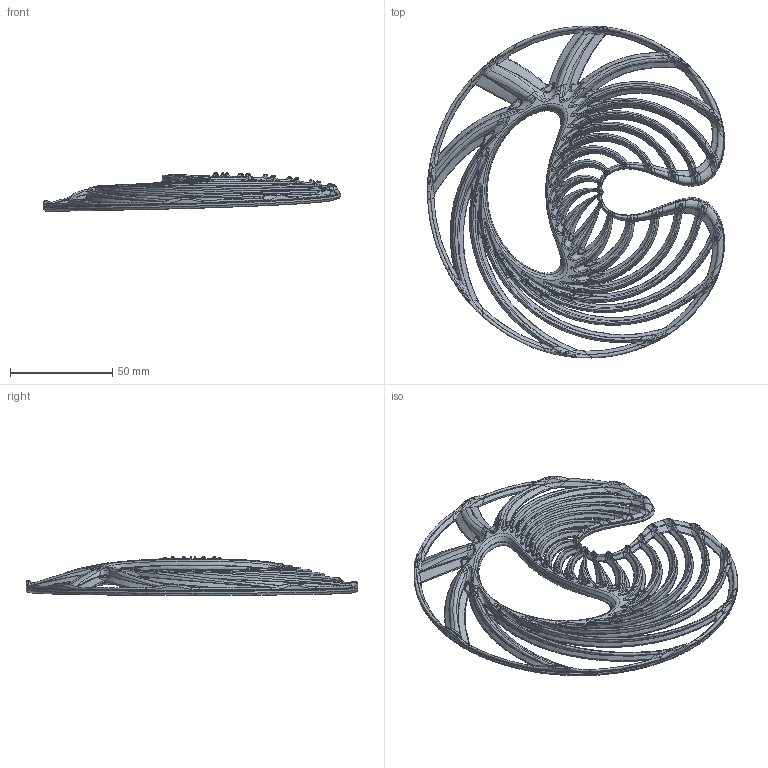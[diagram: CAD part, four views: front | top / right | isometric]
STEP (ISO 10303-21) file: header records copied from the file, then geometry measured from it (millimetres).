
FILE_DESCRIPTION(('FreeCAD Model'),'2;1');
FILE_NAME('Open CASCADE Shape Model','2025-05-04T12:09:39',('FreeCAD'),( 'FreeCAD'),'Open CASCADE STEP processor 7.6','FreeCAD','Unknown');
FILE_SCHEMA(('AUTOMOTIVE_DESIGN { 1 0 10303 214 1 1 1 1 }'));
Products named in the file (1): Open CASCADE STEP translator 7.6 1
Bounding box: 145.45 x 162.5 x 19.06 mm (x, y, z)
Volume: 34544.2 mm3; surface area: 33269.9 mm2
Topology: 1 solids, 1 shells, 1985 faces, 5105 edges, 2912 vertices
Faces by surface type: bspline 1985
Entity records: 129979 total; most frequent: CARTESIAN_POINT 100549, ORIENTED_EDGE 9852, EDGE_CURVE 4926, B_SPLINE_CURVE_WITH_KNOTS 3729, VERTEX_POINT 2912, FACE_BOUND 2012, EDGE_LOOP 2012, ADVANCED_FACE 1985
